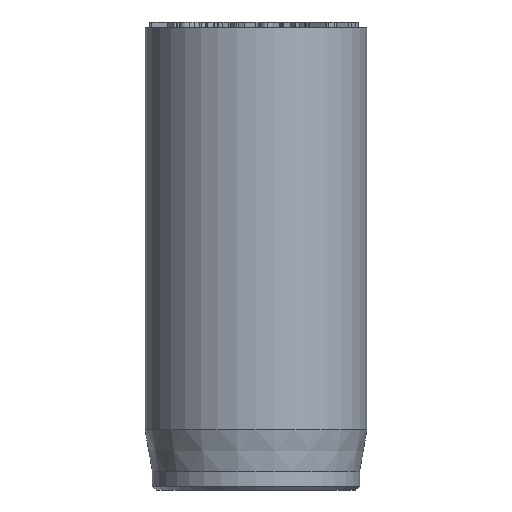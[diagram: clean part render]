
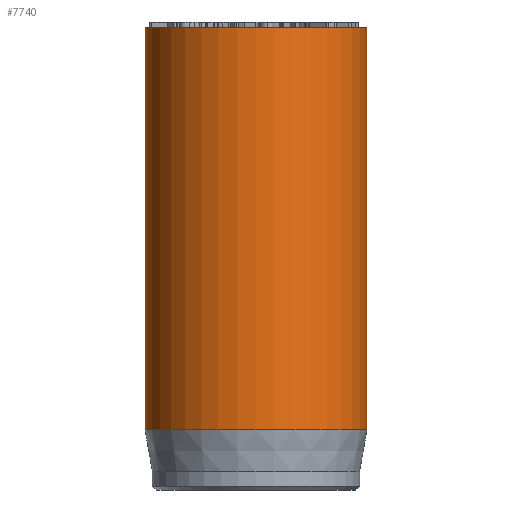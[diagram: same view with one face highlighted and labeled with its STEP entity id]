
A CAD part, front view. The second image highlights one B-rep face of the part: STEP entity #7740.
In plain terms, the highlighted cylindrical face has radius 6 mm (diameter 12 mm), a full revolution.
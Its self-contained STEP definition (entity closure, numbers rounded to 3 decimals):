
#32=CYLINDRICAL_SURFACE('',#8064,6.);
#46=CIRCLE('',#8033,6.);
#62=CIRCLE('',#8062,6.);
#63=CIRCLE('',#8063,6.);
#1069=FACE_OUTER_BOUND('',#1545,.T.);
#1545=EDGE_LOOP('',(#6991,#6992,#6993,#6994,#6995));
#2261=LINE('',#13992,#2985);
#2985=VECTOR('',#9287,6.);
#3711=VERTEX_POINT('',#13933);
#3727=VERTEX_POINT('',#13986);
#3728=VERTEX_POINT('',#13987);
#4798=EDGE_CURVE('',#3711,#3711,#46,.T.);
#4822=EDGE_CURVE('',#3727,#3728,#62,.T.);
#4823=EDGE_CURVE('',#3728,#3727,#63,.T.);
#4825=EDGE_CURVE('',#3711,#3727,#2261,.T.);
#6991=ORIENTED_EDGE('',*,*,#4798,.T.);
#6992=ORIENTED_EDGE('',*,*,#4825,.T.);
#6993=ORIENTED_EDGE('',*,*,#4822,.T.);
#6994=ORIENTED_EDGE('',*,*,#4823,.T.);
#6995=ORIENTED_EDGE('',*,*,#4825,.F.);
#7740=ADVANCED_FACE('',(#1069),#32,.T.);
#8033=AXIS2_PLACEMENT_3D('',#13934,#9214,#9215);
#8062=AXIS2_PLACEMENT_3D('',#13988,#9280,#9281);
#8063=AXIS2_PLACEMENT_3D('',#13989,#9282,#9283);
#8064=AXIS2_PLACEMENT_3D('',#13991,#9285,#9286);
#9214=DIRECTION('center_axis',(0.,0.,-1.));
#9215=DIRECTION('ref_axis',(-1.,0.,0.));
#9280=DIRECTION('center_axis',(0.,0.,1.));
#9281=DIRECTION('ref_axis',(-1.,0.,0.));
#9282=DIRECTION('center_axis',(0.,0.,1.));
#9283=DIRECTION('ref_axis',(-1.,0.,0.));
#9285=DIRECTION('center_axis',(0.,0.,1.));
#9286=DIRECTION('ref_axis',(-1.,0.,0.));
#9287=DIRECTION('',(0.,0.,-1.));
#13933=CARTESIAN_POINT('',(6.,0.,25.));
#13934=CARTESIAN_POINT('Origin',(0.,0.,25.));
#13986=CARTESIAN_POINT('',(6.,0.,3.269));
#13987=CARTESIAN_POINT('',(-6.,0.,3.269));
#13988=CARTESIAN_POINT('Origin',(0.,0.,3.269));
#13989=CARTESIAN_POINT('Origin',(0.,0.,3.269));
#13991=CARTESIAN_POINT('Origin',(0.,0.,0.));
#13992=CARTESIAN_POINT('',(6.,0.,0.));
